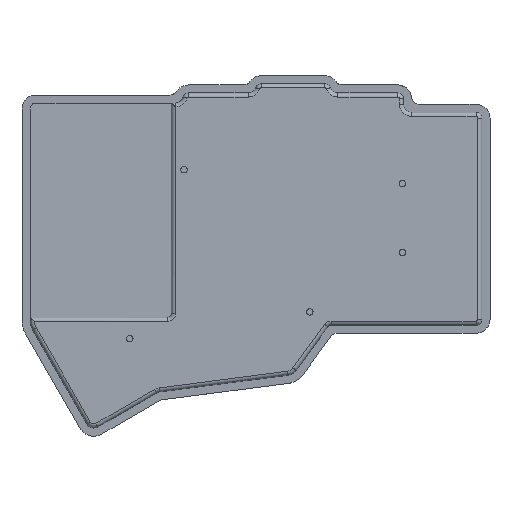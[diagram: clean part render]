
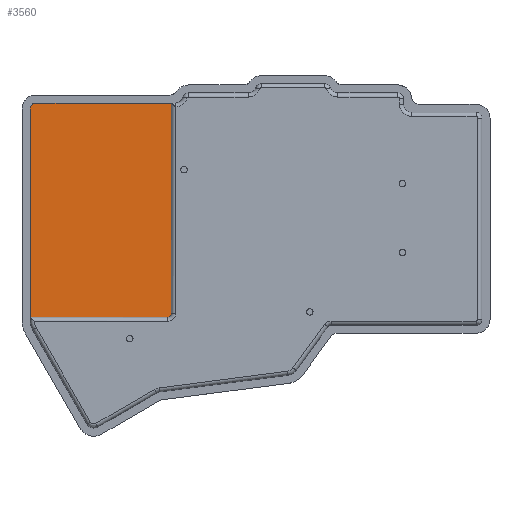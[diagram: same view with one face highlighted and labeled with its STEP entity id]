
A CAD part, top view. The second image highlights one B-rep face of the part: STEP entity #3560.
In plain terms, the highlighted planar face has unit normal (0, 0, 1).
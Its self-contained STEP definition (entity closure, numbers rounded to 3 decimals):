
#126=PLANE('',#3906);
#347=CIRCLE('',#3849,1.45);
#364=CIRCLE('',#3905,1.);
#645=FACE_OUTER_BOUND('',#870,.T.);
#870=EDGE_LOOP('',(#3303,#3304,#3305,#3306,#3307,#3308));
#996=LINE('',#6112,#1245);
#998=LINE('',#6116,#1247);
#1041=LINE('',#6232,#1290);
#1075=LINE('',#6754,#1324);
#1245=VECTOR('',#4447,10.);
#1247=VECTOR('',#4451,10.);
#1290=VECTOR('',#4578,10.);
#1324=VECTOR('',#4650,10.);
#1656=VERTEX_POINT('',#6109);
#1657=VERTEX_POINT('',#6111);
#1658=VERTEX_POINT('',#6115);
#1688=VERTEX_POINT('',#6229);
#1689=VERTEX_POINT('',#6231);
#1718=VERTEX_POINT('',#6753);
#2085=EDGE_CURVE('',#1657,#1656,#996,.T.);
#2087=EDGE_CURVE('',#1657,#1658,#998,.T.);
#2145=EDGE_CURVE('',#1688,#1689,#1041,.T.);
#2204=EDGE_CURVE('',#1658,#1688,#347,.T.);
#2205=EDGE_CURVE('',#1718,#1689,#1075,.T.);
#2271=EDGE_CURVE('',#1656,#1718,#364,.T.);
#3303=ORIENTED_EDGE('',*,*,#2145,.F.);
#3304=ORIENTED_EDGE('',*,*,#2204,.F.);
#3305=ORIENTED_EDGE('',*,*,#2087,.F.);
#3306=ORIENTED_EDGE('',*,*,#2085,.T.);
#3307=ORIENTED_EDGE('',*,*,#2271,.T.);
#3308=ORIENTED_EDGE('',*,*,#2205,.T.);
#3560=ADVANCED_FACE('',(#645),#126,.F.);
#3849=AXIS2_PLACEMENT_3D('',#6751,#4646,#4647);
#3905=AXIS2_PLACEMENT_3D('',#6890,#4808,#4809);
#3906=AXIS2_PLACEMENT_3D('',#6891,#4810,#4811);
#4447=DIRECTION('',(1.,0.,0.));
#4451=DIRECTION('',(0.,1.,0.));
#4578=DIRECTION('',(1.,0.,0.));
#4646=DIRECTION('center_axis',(0.,0.,-1.));
#4647=DIRECTION('ref_axis',(-1.,0.,0.));
#4650=DIRECTION('',(0.,1.,0.));
#4808=DIRECTION('center_axis',(0.,0.,1.));
#4809=DIRECTION('ref_axis',(1.,0.,0.));
#4810=DIRECTION('center_axis',(0.,0.,-1.));
#4811=DIRECTION('ref_axis',(1.,0.,0.));
#6109=CARTESIAN_POINT('',(155.8,1.98,-8.));
#6111=CARTESIAN_POINT('',(121.85,1.98,-8.));
#6112=CARTESIAN_POINT('',(126.6,1.98,-8.));
#6115=CARTESIAN_POINT('',(121.85,53.48,-8.));
#6116=CARTESIAN_POINT('',(121.85,14.9,-8.));
#6229=CARTESIAN_POINT('',(123.3,54.93,-8.));
#6231=CARTESIAN_POINT('',(156.8,54.93,-8.));
#6232=CARTESIAN_POINT('',(131.3,54.93,-8.));
#6751=CARTESIAN_POINT('Origin',(123.3,53.48,-8.));
#6753=CARTESIAN_POINT('',(156.8,2.98,-8.));
#6754=CARTESIAN_POINT('',(156.8,41.23,-8.));
#6890=CARTESIAN_POINT('Origin',(155.8,2.98,-8.));
#6891=CARTESIAN_POINT('Origin',(139.3,28.48,-8.));
